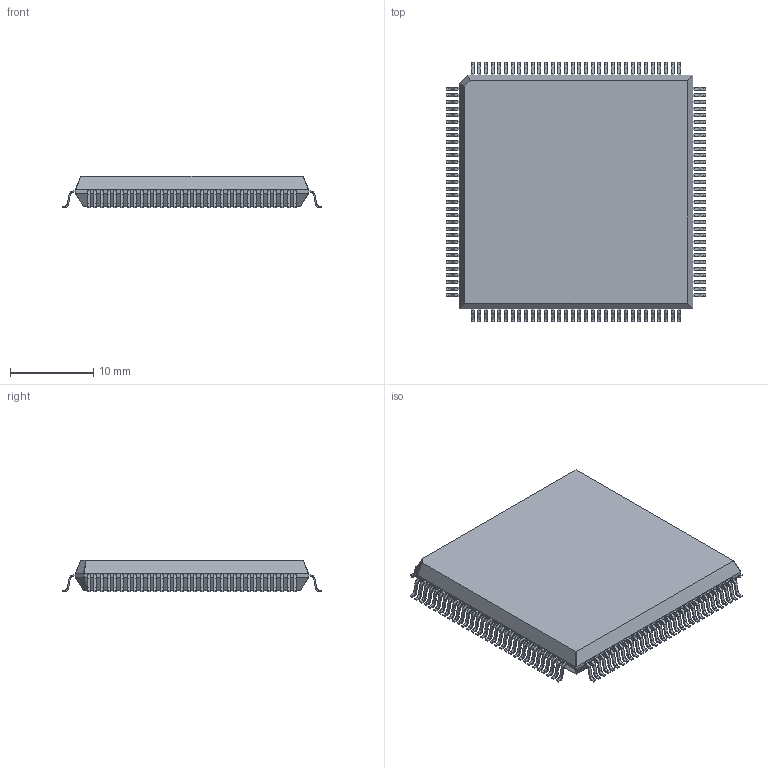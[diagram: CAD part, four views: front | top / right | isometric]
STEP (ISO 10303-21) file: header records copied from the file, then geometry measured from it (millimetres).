
FILE_DESCRIPTION(('FreeCAD Model'),'2;1');
FILE_NAME('Open CASCADE Shape Model','2022-08-16T01:33:30',('Doomn00b'), (''),'Open CASCADE STEP processor 7.6','FreeCAD','Unknown');
FILE_SCHEMA(('AUTOMOTIVE_DESIGN { 1 0 10303 214 1 1 1 1 }'));
Length unit declared in the file: millimetre
Products named in the file (10): LQFP-128_28x28_P0.8mm; plastic-body; Leg-side1; leg-base; Leg-side002; leg-base001; Leg-side003; leg-base002; Leg-side004; leg-base003
Assembly tree (133 placements, depth 3):
  LQFP-128_28x28_P0.8mm
    plastic-body
    Leg-side1
      leg-base  x32
    Leg-side002
      leg-base001  x32
    Leg-side003
      leg-base002  x32
    Leg-side004
      leg-base003  x32
Bounding box: 31.2 x 31.2 x 3.75 mm (x, y, z)
Volume: 2739 mm3; surface area: 2223.3 mm2
Topology: 129 solids, 129 shells, 1824 faces, 4678 edges, 3102 vertices
Faces by surface type: plane 1297, cylinder 517, bspline 10
Entity records: 3767 total; most frequent: CARTESIAN_POINT 759, DIRECTION 630, ORIENTED_EDGE 408, AXIS2_PLACEMENT_3D 244, EDGE_CURVE 204, PRODUCT_DEFINITION_SHAPE 143, LINE 142, VECTOR 142
